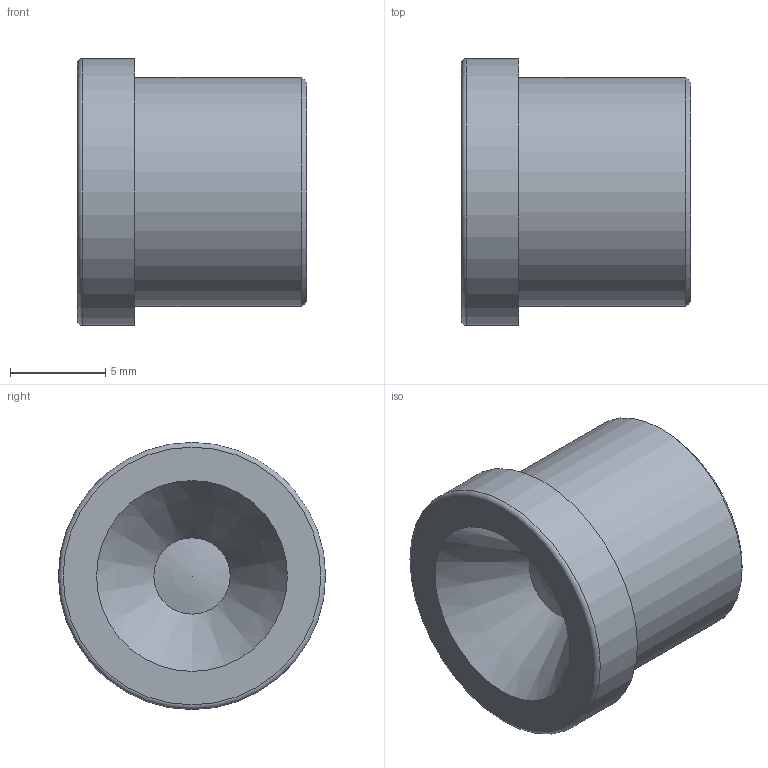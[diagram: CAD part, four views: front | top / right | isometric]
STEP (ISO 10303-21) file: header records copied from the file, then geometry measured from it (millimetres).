
FILE_DESCRIPTION(/* description */ ('Lens FIFO 1.83mm F2.5 SArea 1/4" HRes M12x0.5'),/* implementation_level */ '2;1');
FILE_NAME(/* name */ 'M12Lens.stp',/* time_stamp */ '2020-12-16T18:42:08+00:00',/* author */ ('Angus'),/* organization */ (''),/* preprocessor_version */ 'ST-DEVELOPER v17.2',/* originating_system */ 'Autodesk Inventor 2019',/* authorisation */ '');
FILE_SCHEMA (('AUTOMOTIVE_DESIGN { 1 0 10303 214 3 1 1 }'));
Length unit declared in the file: millimetre
Products named in the file (1): EL-FF1M83A2M5S4-H-M12M5
Bounding box: 12 x 14 x 14 mm (x, y, z)
Volume: 1217 mm3; surface area: 932.1 mm2
Topology: 2 solids, 2 shells, 14 faces, 35 edges, 27 vertices
Faces by surface type: plane 6, cylinder 3, cone 3, bspline 1, torus 1
Full cylindrical faces by diameter (mm): 4 x1, 12 x1, 14 x1
Entity records: 552 total; most frequent: CARTESIAN_POINT 102, DIRECTION 90, ORIENTED_EDGE 68, AXIS2_PLACEMENT_3D 42, EDGE_CURVE 34, CIRCLE 28, VERTEX_POINT 27, EDGE_LOOP 17
